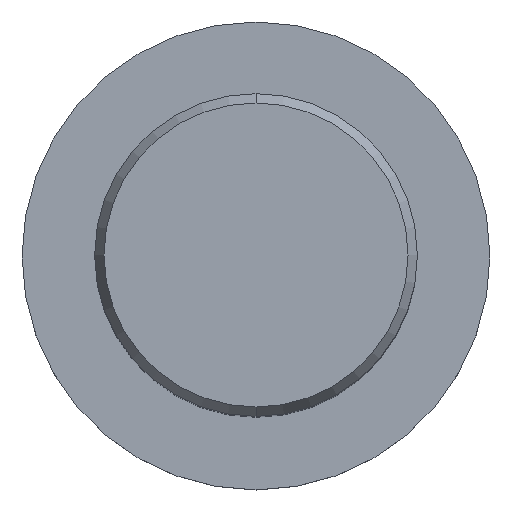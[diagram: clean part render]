
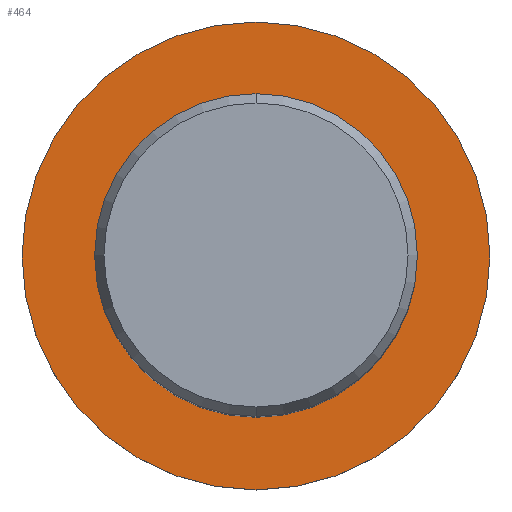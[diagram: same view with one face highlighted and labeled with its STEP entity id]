
A CAD part, top view. The second image highlights one B-rep face of the part: STEP entity #464.
In plain terms, the highlighted planar face has unit normal (0, 0, 1).
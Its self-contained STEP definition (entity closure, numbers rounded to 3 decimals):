
#336=EDGE_CURVE('',#530,#348,#804,.T.);
#348=VERTEX_POINT('',#816);
#402=VERTEX_POINT('',#879);
#420=EDGE_CURVE('',#348,#530,#898,.T.);
#438=EDGE_CURVE('',#506,#402,#916,.T.);
#464=ADVANCED_FACE('',(#946,#947),#948,.T.);
#490=EDGE_CURVE('',#402,#506,#976,.T.);
#506=VERTEX_POINT('',#992);
#530=VERTEX_POINT('',#1020);
#804=CIRCLE('',#1388,29.0);
#816=CARTESIAN_POINT('',(0.0,29.0,-68.0));
#879=CARTESIAN_POINT('',(0.0,20.0,-68.0));
#898=CIRCLE('',#1574,29.0);
#916=CIRCLE('',#1619,20.0);
#946=FACE_BOUND('',#1698,.T.);
#947=FACE_OUTER_BOUND('',#1699,.T.);
#948=PLANE('',#1700);
#976=CIRCLE('',#1760,20.0);
#992=CARTESIAN_POINT('',(0.,-20.0,-68.0));
#1020=CARTESIAN_POINT('',(0.,-29.0,-68.0));
#1388=AXIS2_PLACEMENT_3D('',#2245,#2246,#2247);
#1574=AXIS2_PLACEMENT_3D('',#2366,#2367,#2368);
#1619=AXIS2_PLACEMENT_3D('',#2369,#2370,#2371);
#1698=EDGE_LOOP('',(#2420,#2421));
#1699=EDGE_LOOP('',(#2422,#2423));
#1700=AXIS2_PLACEMENT_3D('',#2424,#2425,#2426);
#1760=AXIS2_PLACEMENT_3D('',#2450,#2451,#2452);
#2245=CARTESIAN_POINT('',(0.0,0.0,-68.0));
#2246=DIRECTION('',(0.0,0.0,-1.0));
#2247=DIRECTION('',(0.0,1.0,0.0));
#2366=CARTESIAN_POINT('',(0.0,0.0,-68.0));
#2367=DIRECTION('',(0.0,0.0,-1.0));
#2368=DIRECTION('',(0.0,1.0,0.0));
#2369=CARTESIAN_POINT('',(0.0,0.0,-68.0));
#2370=DIRECTION('',(-0.0,0.0,-1.0));
#2371=DIRECTION('',(0.0,1.0,0.0));
#2420=ORIENTED_EDGE('',*,*,#490,.T.);
#2421=ORIENTED_EDGE('',*,*,#438,.T.);
#2422=ORIENTED_EDGE('',*,*,#420,.F.);
#2423=ORIENTED_EDGE('',*,*,#336,.F.);
#2424=CARTESIAN_POINT('',(0.0,14.5,-68.0));
#2425=DIRECTION('',(-0.0,0.0,1.0));
#2426=DIRECTION('',(0.0,-1.0,0.0));
#2450=CARTESIAN_POINT('',(0.0,0.0,-68.0));
#2451=DIRECTION('',(-0.0,0.0,-1.0));
#2452=DIRECTION('',(0.0,1.0,0.0));
